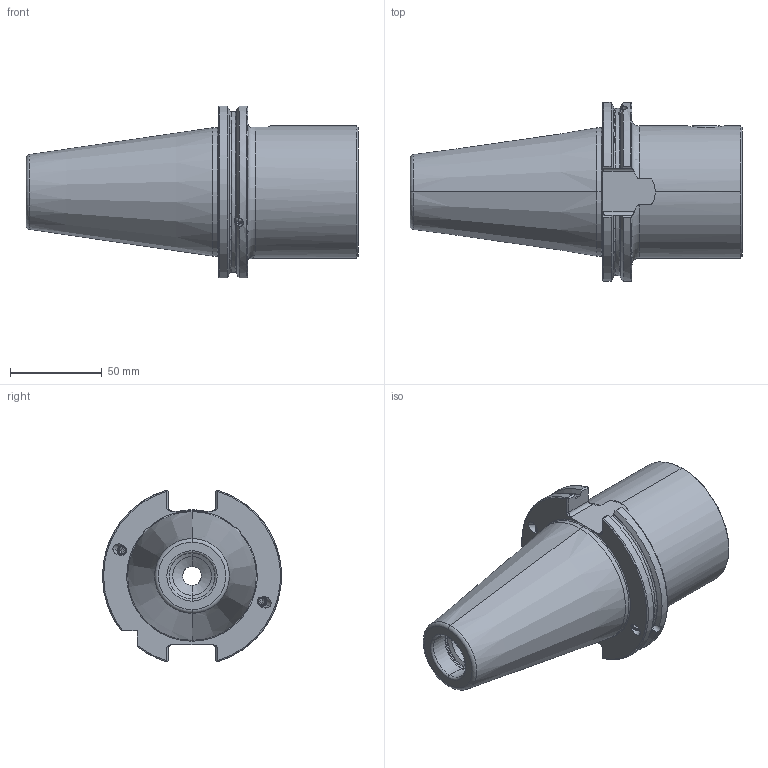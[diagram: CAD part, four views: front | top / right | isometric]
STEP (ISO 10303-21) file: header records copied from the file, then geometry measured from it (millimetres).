
FILE_DESCRIPTION (( 'STEP AP203' ), '1' );
FILE_NAME ('102.525.721.STEP', '2018-03-09T14:57:00', ( 'SWIAdmin' ), ( 'Hewlett-Packard Company' ), 'SwSTEP 2.0', 'SolidWorks 2017', '' );
FILE_SCHEMA (( 'CONFIG_CONTROL_DESIGN' ));
Length unit declared in the file: millimetre
Products named in the file (5): SB5-MB7.K01.079_D_mit Bundk”lung; MB7-ER1.001.022_A; ISO 4026 - M6 x 5_PreviewCfg; KVT_MB_600_050; 102.525.721
Assembly tree (6 placements, depth 2):
  102.525.721
    SB5-MB7.K01.079_D_mit Bundk”lung
    MB7-ER1.001.022_A
    ISO 4026 - M6 x 5_PreviewCfg  x2
    KVT_MB_600_050  x2
Bounding box: 180.7 x 97.44 x 93.51 mm (x, y, z)
Volume: 521152.9 mm3; surface area: 64336 mm2
Topology: 8 solids, 8 shells, 302 faces, 728 edges, 437 vertices
Faces by surface type: cone 102, cylinder 83, plane 80, torus 30, sphere 4, bspline 3
Entity records: 8865 total; most frequent: CARTESIAN_POINT 2383, DIRECTION 1263, ORIENTED_EDGE 1240, EDGE_CURVE 620, AXIS2_PLACEMENT_3D 502, VERTEX_POINT 378, EDGE_LOOP 270, LINE 259
